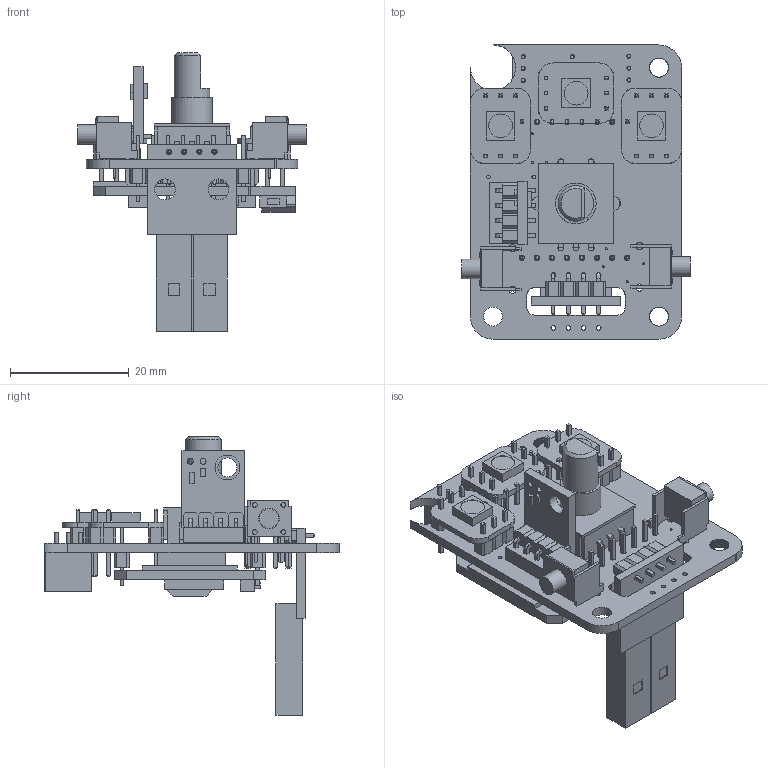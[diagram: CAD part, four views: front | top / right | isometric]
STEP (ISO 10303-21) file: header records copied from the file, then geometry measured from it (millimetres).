
FILE_DESCRIPTION(/* description */ (''),/* implementation_level */ '2;1');
FILE_NAME(/* name */ 'Pithy Dial Multi Mount.step',/* time_stamp */ '2021-03-25T22:34:42+00:00',/* author */ (''),/* organization */ (''),/* preprocessor_version */ 'ST-DEVELOPER v18.1',/* originating_system */ 'Autodesk Translation Framework v9.10.0.1330',/* authorisation */ '');
FILE_SCHEMA (('AUTOMOTIVE_DESIGN { 1 0 10303 214 3 1 1 }'));
Length unit declared in the file: millimetre
Products named in the file (22): Pithy Dial Multi Mount; Pithy Dial; Board; Packages; D1_MINI; Pin Headers v3; HOLE_3.2; NEOPIXEL_BREADBOARD; Neopixel v1; Pin Headers v10; SHT31_RIGHT_ANGLE; SHT31; Component2; Pin Headers Right Angled v3; ROTARY_ENCODER; SPDT_RIGHT_ANGLE; JST_2MM_3PIN; Component1; OSHW-LOGO-M; OSHW-LOGO-S; USB Type A Male Board v7; Pin Headers Right Angled v5
Assembly tree (31 placements, depth 6):
  Pithy Dial Multi Mount
    Pithy Dial
      Board
      Packages
        D1_MINI
          Pin Headers v3  x2
        HOLE_3.2  x4
        JST_2MM_3PIN  x3
          Component1
        NEOPIXEL_BREADBOARD  x3
          Neopixel v1
          Pin Headers v10
        SHT31_RIGHT_ANGLE
          SHT31
            Component2
            Pin Headers Right Angled v3
        ROTARY_ENCODER
        SPDT_RIGHT_ANGLE  x2
        OSHW-LOGO-M
        OSHW-LOGO-S
    USB Type A Male Board v7
      Pin Headers Right Angled v5
Bounding box: 38.47 x 49.56 x 46.91 mm (x, y, z)
Volume: 9498.4 mm3; surface area: 17356.2 mm2
Topology: 135 solids, 135 shells, 2329 faces, 5745 edges, 3716 vertices
Faces by surface type: plane 2057, cylinder 223, bspline 48, cone 1
Full cylindrical faces by diameter (mm): 0.35 x9, 0.4 x18, 0.6 x9, 0.65 x2, 0.7 x9, 0.75 x4, 0.8 x46, 0.89 x4, 0.9 x24, 1 x2, 1.016 x5, 1.2 x4, 2.286 x2, 3.2 x2, 3.3 x2, 3.45 x2, 3.5 x2, 4 x3, 4.2 x2, 6 x2, 6.85 x1
Entity records: 47441 total; most frequent: CARTESIAN_POINT 9191, ORIENTED_EDGE 7794, DIRECTION 7224, EDGE_CURVE 3897, LINE 3426, VECTOR 3426, VERTEX_POINT 2546, AXIS2_PLACEMENT_3D 1899
